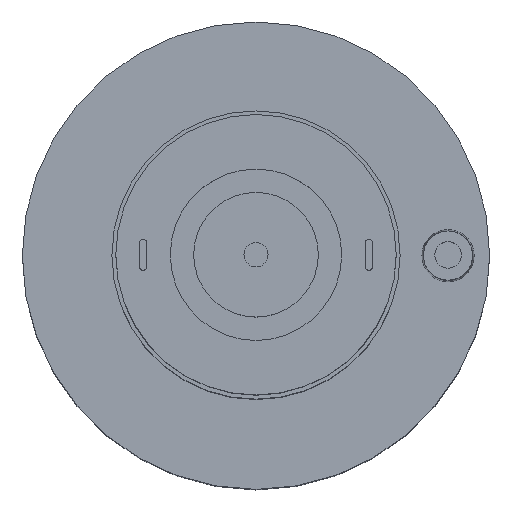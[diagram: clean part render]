
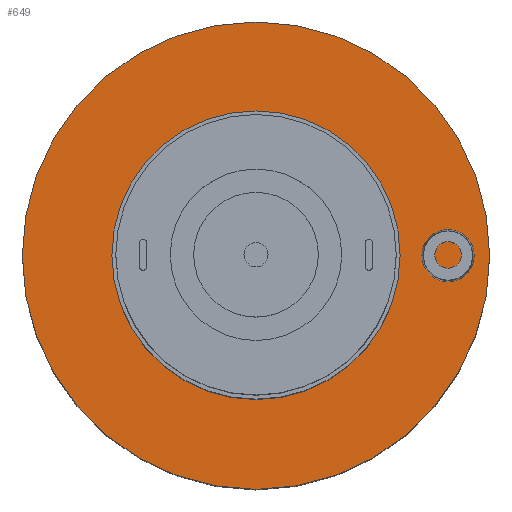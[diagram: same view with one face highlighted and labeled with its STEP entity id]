
A CAD part, top view. The second image highlights one B-rep face of the part: STEP entity #649.
In plain terms, the highlighted planar face has unit normal (0, 0, 1).
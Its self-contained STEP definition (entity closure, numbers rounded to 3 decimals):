
#47=PLANE('',#724);
#77=FACE_OUTER_BOUND('',#127,.T.);
#127=EDGE_LOOP('',(#460));
#253=CIRCLE('',#722,30.);
#307=VERTEX_POINT('',#1070);
#369=EDGE_CURVE('',#307,#307,#253,.T.);
#460=ORIENTED_EDGE('',*,*,#369,.T.);
#649=ADVANCED_FACE('',(#77),#47,.T.);
#722=AXIS2_PLACEMENT_3D('',#1071,#829,#830);
#724=AXIS2_PLACEMENT_3D('',#1075,#834,#835);
#829=DIRECTION('center_axis',(0.,0.,1.));
#830=DIRECTION('ref_axis',(1.,0.,0.));
#834=DIRECTION('center_axis',(0.,0.,1.));
#835=DIRECTION('ref_axis',(1.,0.,0.));
#1070=CARTESIAN_POINT('',(-30.,0.,44.));
#1071=CARTESIAN_POINT('Origin',(0.,0.,44.));
#1075=CARTESIAN_POINT('Origin',(0.,0.,44.));
